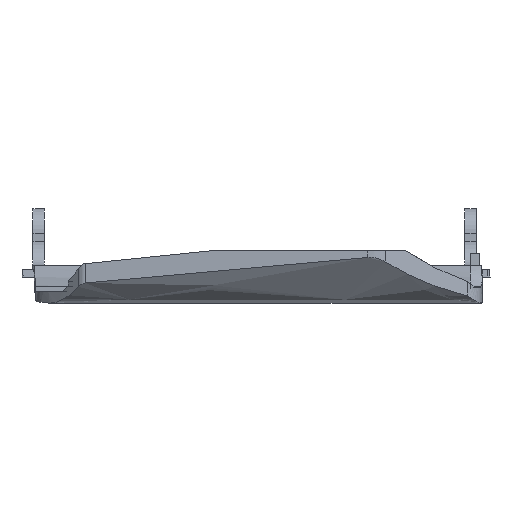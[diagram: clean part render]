
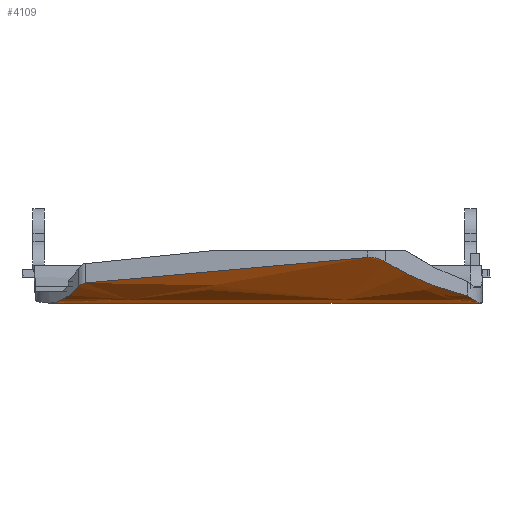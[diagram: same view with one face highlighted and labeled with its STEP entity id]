
A CAD part, left-side view. The second image highlights one B-rep face of the part: STEP entity #4109.
In plain terms, the highlighted free-form (B-spline) face has degree [5, 1] with [20, 2] control points.
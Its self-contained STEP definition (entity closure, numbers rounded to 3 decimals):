
#436=FACE_OUTER_BOUND('',#650,.T.);
#650=EDGE_LOOP('',(#3033,#3034,#3035,#3036,#3037,#3038,#3039));
#918=LINE('',#7540,#1255);
#1255=VECTOR('',#4757,10.);
#1627=B_SPLINE_CURVE_WITH_KNOTS('',3,(#7328,#7329,#7330,#7331,#7332,#7333,
#7334,#7335,#7336,#7337,#7338,#7339),.UNSPECIFIED.,.F.,.F.,(4,2,2,2,2,4),
(-0.502,-0.436,-0.229,-0.135,
-0.069,-0.003),.UNSPECIFIED.);
#1628=B_SPLINE_CURVE_WITH_KNOTS('',3,(#7352,#7353,#7354,#7355),
 .UNSPECIFIED.,.F.,.F.,(4,4),(-1.8,-0.057),
 .UNSPECIFIED.);
#1629=B_SPLINE_CURVE_WITH_KNOTS('',3,(#7362,#7363,#7364,#7365),
 .UNSPECIFIED.,.F.,.F.,(4,4),(-7.422,-0.05),
 .UNSPECIFIED.);
#1638=B_SPLINE_CURVE_WITH_KNOTS('',3,(#7461,#7462,#7463,#7464,#7465,#7466,
#7467,#7468,#7469,#7470),.UNSPECIFIED.,.F.,.F.,(4,2,2,2,4),(-0.233,
-0.214,-0.187,-0.105,0.),
 .UNSPECIFIED.);
#1640=B_SPLINE_CURVE_WITH_KNOTS('',3,(#7533,#7534,#7535,#7536,#7537,#7538),
 .UNSPECIFIED.,.F.,.F.,(4,2,4),(-0.625,-0.313,0.),
 .UNSPECIFIED.);
#1641=B_SPLINE_CURVE_WITH_KNOTS('',3,(#7541,#7542,#7543,#7544,#7545,#7546,
#7547,#7548),.UNSPECIFIED.,.F.,.F.,(4,2,2,4),(-0.579,-0.467,
-0.341,0.),.UNSPECIFIED.);
#1825=VERTEX_POINT('',#7325);
#1826=VERTEX_POINT('',#7327);
#1829=VERTEX_POINT('',#7351);
#1830=VERTEX_POINT('',#7360);
#1837=VERTEX_POINT('',#7460);
#1842=VERTEX_POINT('',#7532);
#1843=VERTEX_POINT('',#7539);
#2284=EDGE_CURVE('',#1826,#1825,#1627,.T.);
#2291=EDGE_CURVE('',#1829,#1826,#1628,.T.);
#2295=EDGE_CURVE('',#1825,#1830,#1629,.T.);
#2308=EDGE_CURVE('',#1830,#1837,#1638,.T.);
#2314=EDGE_CURVE('',#1837,#1842,#1640,.T.);
#2315=EDGE_CURVE('',#1843,#1842,#918,.T.);
#2316=EDGE_CURVE('',#1843,#1829,#1641,.T.);
#3033=ORIENTED_EDGE('',*,*,#2314,.T.);
#3034=ORIENTED_EDGE('',*,*,#2315,.F.);
#3035=ORIENTED_EDGE('',*,*,#2316,.T.);
#3036=ORIENTED_EDGE('',*,*,#2291,.T.);
#3037=ORIENTED_EDGE('',*,*,#2284,.T.);
#3038=ORIENTED_EDGE('',*,*,#2295,.T.);
#3039=ORIENTED_EDGE('',*,*,#2308,.T.);
#4053=(
BOUNDED_SURFACE()
B_SPLINE_SURFACE(5,1,((#7492,#7493),(#7494,#7495),(#7496,#7497),(#7498,
#7499),(#7500,#7501),(#7502,#7503),(#7504,#7505),(#7506,#7507),(#7508,#7509),
(#7510,#7511),(#7512,#7513),(#7514,#7515),(#7516,#7517),(#7518,#7519),(#7520,
#7521),(#7522,#7523),(#7524,#7525),(#7526,#7527),(#7528,#7529),(#7530,#7531)),
 .UNSPECIFIED.,.F.,.F.,.F.)
B_SPLINE_SURFACE_WITH_KNOTS((6,1,1,1,1,1,1,1,1,1,1,1,1,1,1,6),(2,2),(0.,
0.067,0.133,0.2,0.267,0.333,
0.4,0.467,0.533,0.6,0.667,0.733,
0.8,0.867,0.933,1.),(-2.,10.3),.UNSPECIFIED.)
GEOMETRIC_REPRESENTATION_ITEM()
RATIONAL_B_SPLINE_SURFACE(((1.,1.),(1.,1.),(1.,1.),(1.,1.),(1.,1.),(1.,
1.),(1.,1.),(1.,1.),(1.,1.),(1.,1.),(1.,1.),(1.,1.),(1.,1.),(1.,1.),(1.,
1.),(1.,1.),(1.,1.),(1.,1.),(1.,1.),(1.,1.)))
REPRESENTATION_ITEM('')
SURFACE()
);
#4109=ADVANCED_FACE('',(#436),#4053,.T.);
#4757=DIRECTION('',(0.,1.,0.));
#7325=CARTESIAN_POINT('',(-149.042,-28.632,1.156));
#7327=CARTESIAN_POINT('',(-148.443,-33.306,-0.045));
#7328=CARTESIAN_POINT('Ctrl Pts',(-148.443,-33.306,-0.045));
#7329=CARTESIAN_POINT('Ctrl Pts',(-148.501,-33.125,0.067));
#7330=CARTESIAN_POINT('Ctrl Pts',(-148.556,-32.939,0.174));
#7331=CARTESIAN_POINT('Ctrl Pts',(-148.768,-32.159,0.591));
#7332=CARTESIAN_POINT('Ctrl Pts',(-148.894,-31.529,0.849));
#7333=CARTESIAN_POINT('Ctrl Pts',(-149.008,-30.562,1.084));
#7334=CARTESIAN_POINT('Ctrl Pts',(-149.033,-30.255,1.138));
#7335=CARTESIAN_POINT('Ctrl Pts',(-149.058,-29.723,1.189));
#7336=CARTESIAN_POINT('Ctrl Pts',(-149.062,-29.503,1.198));
#7337=CARTESIAN_POINT('Ctrl Pts',(-149.06,-29.064,1.194));
#7338=CARTESIAN_POINT('Ctrl Pts',(-149.054,-28.847,1.18));
#7339=CARTESIAN_POINT('Ctrl Pts',(-149.042,-28.632,1.156));
#7351=CARTESIAN_POINT('',(-141.554,-54.829,-9.049));
#7352=CARTESIAN_POINT('Ctrl Pts',(-141.554,-54.829,-9.049));
#7353=CARTESIAN_POINT('Ctrl Pts',(-144.427,-45.854,-6.864));
#7354=CARTESIAN_POINT('Ctrl Pts',(-146.866,-38.233,-3.079));
#7355=CARTESIAN_POINT('Ctrl Pts',(-148.443,-33.306,-0.045));
#7360=CARTESIAN_POINT('',(-144.943,46.086,-5.579));
#7362=CARTESIAN_POINT('Ctrl Pts',(-149.042,-28.632,1.156));
#7363=CARTESIAN_POINT('Ctrl Pts',(-147.745,-4.99,-1.553));
#7364=CARTESIAN_POINT('Ctrl Pts',(-146.287,21.581,-3.85));
#7365=CARTESIAN_POINT('Ctrl Pts',(-144.943,46.086,-5.579));
#7460=CARTESIAN_POINT('',(-144.074,47.851,-6.639));
#7461=CARTESIAN_POINT('Ctrl Pts',(-144.943,46.086,-5.579));
#7462=CARTESIAN_POINT('Ctrl Pts',(-144.94,46.149,-5.583));
#7463=CARTESIAN_POINT('Ctrl Pts',(-144.934,46.212,-5.591));
#7464=CARTESIAN_POINT('Ctrl Pts',(-144.915,46.361,-5.615));
#7465=CARTESIAN_POINT('Ctrl Pts',(-144.899,46.446,-5.635));
#7466=CARTESIAN_POINT('Ctrl Pts',(-144.819,46.783,-5.737));
#7467=CARTESIAN_POINT('Ctrl Pts',(-144.723,47.013,-5.859));
#7468=CARTESIAN_POINT('Ctrl Pts',(-144.457,47.468,-6.187));
#7469=CARTESIAN_POINT('Ctrl Pts',(-144.273,47.681,-6.409));
#7470=CARTESIAN_POINT('Ctrl Pts',(-144.074,47.851,-6.639));
#7492=CARTESIAN_POINT('Ctrl Pts',(-136.838,-60.881,-10.897));
#7493=CARTESIAN_POINT('Ctrl Pts',(-136.838,62.119,-10.897));
#7494=CARTESIAN_POINT('Ctrl Pts',(-137.121,-60.881,-10.891));
#7495=CARTESIAN_POINT('Ctrl Pts',(-137.121,62.119,-10.891));
#7496=CARTESIAN_POINT('Ctrl Pts',(-137.687,-60.881,-10.846));
#7497=CARTESIAN_POINT('Ctrl Pts',(-137.687,62.119,-10.846));
#7498=CARTESIAN_POINT('Ctrl Pts',(-138.538,-60.881,-10.686));
#7499=CARTESIAN_POINT('Ctrl Pts',(-138.538,62.119,-10.686));
#7500=CARTESIAN_POINT('Ctrl Pts',(-139.676,-60.881,-10.282));
#7501=CARTESIAN_POINT('Ctrl Pts',(-139.676,62.119,-10.282));
#7502=CARTESIAN_POINT('Ctrl Pts',(-141.102,-60.881,-9.457));
#7503=CARTESIAN_POINT('Ctrl Pts',(-141.102,62.119,-9.457));
#7504=CARTESIAN_POINT('Ctrl Pts',(-142.527,-60.881,-8.314));
#7505=CARTESIAN_POINT('Ctrl Pts',(-142.527,62.119,-8.314));
#7506=CARTESIAN_POINT('Ctrl Pts',(-143.938,-60.881,-6.869));
#7507=CARTESIAN_POINT('Ctrl Pts',(-143.938,62.119,-6.869));
#7508=CARTESIAN_POINT('Ctrl Pts',(-145.315,-60.881,-5.162));
#7509=CARTESIAN_POINT('Ctrl Pts',(-145.315,62.119,-5.162));
#7510=CARTESIAN_POINT('Ctrl Pts',(-146.63,-60.881,-3.251));
#7511=CARTESIAN_POINT('Ctrl Pts',(-146.63,62.119,-3.251));
#7512=CARTESIAN_POINT('Ctrl Pts',(-147.854,-60.881,-1.208));
#7513=CARTESIAN_POINT('Ctrl Pts',(-147.854,62.119,-1.208));
#7514=CARTESIAN_POINT('Ctrl Pts',(-148.954,-60.881,0.897));
#7515=CARTESIAN_POINT('Ctrl Pts',(-148.954,62.119,0.897));
#7516=CARTESIAN_POINT('Ctrl Pts',(-149.903,-60.881,2.998));
#7517=CARTESIAN_POINT('Ctrl Pts',(-149.903,62.119,2.998));
#7518=CARTESIAN_POINT('Ctrl Pts',(-150.68,-60.881,5.039));
#7519=CARTESIAN_POINT('Ctrl Pts',(-150.68,62.119,5.039));
#7520=CARTESIAN_POINT('Ctrl Pts',(-151.275,-60.881,6.988));
#7521=CARTESIAN_POINT('Ctrl Pts',(-151.275,62.119,6.988));
#7522=CARTESIAN_POINT('Ctrl Pts',(-151.686,-60.881,8.83));
#7523=CARTESIAN_POINT('Ctrl Pts',(-151.686,62.119,8.83));
#7524=CARTESIAN_POINT('Ctrl Pts',(-151.87,-60.881,10.211));
#7525=CARTESIAN_POINT('Ctrl Pts',(-151.87,62.119,10.211));
#7526=CARTESIAN_POINT('Ctrl Pts',(-151.929,-60.881,11.196));
#7527=CARTESIAN_POINT('Ctrl Pts',(-151.929,62.119,11.196));
#7528=CARTESIAN_POINT('Ctrl Pts',(-151.933,-60.881,11.83));
#7529=CARTESIAN_POINT('Ctrl Pts',(-151.933,62.119,11.83));
#7530=CARTESIAN_POINT('Ctrl Pts',(-151.926,-60.881,12.141));
#7531=CARTESIAN_POINT('Ctrl Pts',(-151.926,62.119,12.141));
#7532=CARTESIAN_POINT('',(-136.838,55.428,-10.897));
#7533=CARTESIAN_POINT('Ctrl Pts',(-144.074,47.851,-6.639));
#7534=CARTESIAN_POINT('Ctrl Pts',(-142.905,49.149,-7.985));
#7535=CARTESIAN_POINT('Ctrl Pts',(-141.602,50.577,-9.172));
#7536=CARTESIAN_POINT('Ctrl Pts',(-138.749,53.575,-10.727));
#7537=CARTESIAN_POINT('Ctrl Pts',(-137.597,54.713,-10.88));
#7538=CARTESIAN_POINT('Ctrl Pts',(-136.838,55.428,-10.897));
#7539=CARTESIAN_POINT('',(-136.838,-58.519,-10.897));
#7540=CARTESIAN_POINT('',(-136.838,-40.881,-10.897));
#7541=CARTESIAN_POINT('Ctrl Pts',(-136.838,-58.519,-10.897));
#7542=CARTESIAN_POINT('Ctrl Pts',(-137.248,-58.411,-10.888));
#7543=CARTESIAN_POINT('Ctrl Pts',(-137.644,-58.273,-10.839));
#7544=CARTESIAN_POINT('Ctrl Pts',(-138.45,-57.905,-10.671));
#7545=CARTESIAN_POINT('Ctrl Pts',(-138.843,-57.673,-10.547));
#7546=CARTESIAN_POINT('Ctrl Pts',(-140.204,-56.679,-10.011));
#7547=CARTESIAN_POINT('Ctrl Pts',(-140.982,-55.709,-9.484));
#7548=CARTESIAN_POINT('Ctrl Pts',(-141.554,-54.829,-9.049));
